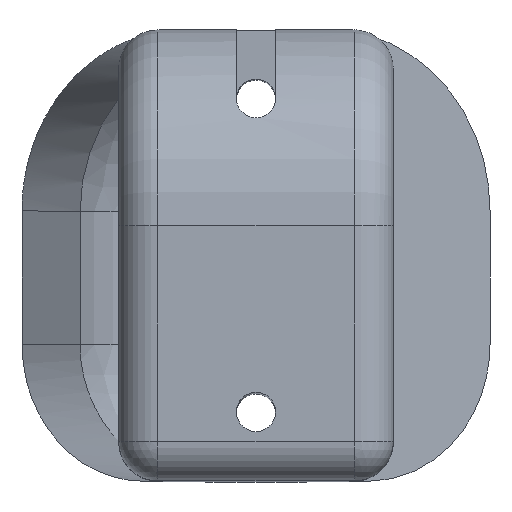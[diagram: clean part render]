
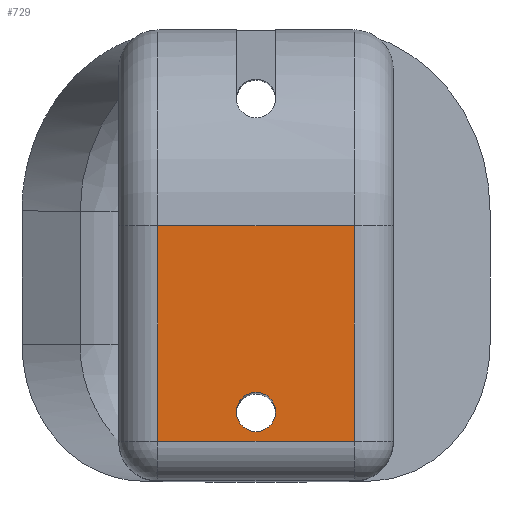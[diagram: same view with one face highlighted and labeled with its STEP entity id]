
A CAD part, top view. The second image highlights one B-rep face of the part: STEP entity #729.
In plain terms, the highlighted planar face has unit normal (0, 0, 1).
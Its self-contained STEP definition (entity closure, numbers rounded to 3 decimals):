
#14 = FACE_OUTER_BOUND ( 'NONE', #1047, .T. ) ;
#22 = DIRECTION ( 'NONE',  ( 0., 0., -1. ) ) ;
#35 = VECTOR ( 'NONE', #281, 1000. ) ;
#44 = ORIENTED_EDGE ( 'NONE', *, *, #140, .F. ) ;
#53 = CARTESIAN_POINT ( 'NONE',  ( 3.5, 6.5, 17.89 ) ) ;
#73 = ORIENTED_EDGE ( 'NONE', *, *, #629, .F. ) ;
#74 = EDGE_CURVE ( 'NONE', #1383, #843, #386, .T. ) ;
#131 = AXIS2_PLACEMENT_3D ( 'NONE', #1039, #22, #1013 ) ;
#140 = EDGE_CURVE ( 'NONE', #1455, #557, #1461, .T. ) ;
#186 = CARTESIAN_POINT ( 'NONE',  ( 0., 1.75, 17.89 ) ) ;
#251 = LINE ( 'NONE', #53, #979 ) ;
#256 = DIRECTION ( 'NONE',  ( -1., 0., 0. ) ) ;
#281 = DIRECTION ( 'NONE',  ( 0., 1., 0. ) ) ;
#293 = CIRCLE ( 'NONE', #533, 0.5 ) ;
#294 = DIRECTION ( 'NONE',  ( 1., 0., 0. ) ) ;
#307 = EDGE_CURVE ( 'NONE', #843, #1363, #251, .T. ) ;
#354 = PLANE ( 'NONE',  #131 ) ;
#357 = CARTESIAN_POINT ( 'NONE',  ( -0.5, 1.75, 17.89 ) ) ;
#381 = ORIENTED_EDGE ( 'NONE', *, *, #1172, .T. ) ;
#386 = LINE ( 'NONE', #534, #35 ) ;
#417 = CARTESIAN_POINT ( 'NONE',  ( -2.5, 6.5, 17.89 ) ) ;
#524 = CARTESIAN_POINT ( 'NONE',  ( -2.5, 11.5, 17.89 ) ) ;
#533 = AXIS2_PLACEMENT_3D ( 'NONE', #1111, #768, #1452 ) ;
#534 = CARTESIAN_POINT ( 'NONE',  ( 2.5, 11.5, 17.89 ) ) ;
#543 = CARTESIAN_POINT ( 'NONE',  ( 2.5, 1., 17.89 ) ) ;
#557 = VERTEX_POINT ( 'NONE', #1464 ) ;
#568 = LINE ( 'NONE', #1207, #1220 ) ;
#609 = EDGE_LOOP ( 'NONE', ( #73, #44 ) ) ;
#625 = DIRECTION ( 'NONE',  ( 0., -1., 0. ) ) ;
#629 = EDGE_CURVE ( 'NONE', #557, #1455, #293, .T. ) ;
#729 = ADVANCED_FACE ( 'NONE', ( #1351, #14 ), #354, .F. ) ;
#768 = DIRECTION ( 'NONE',  ( 0., 0., 1. ) ) ;
#792 = CARTESIAN_POINT ( 'NONE',  ( -2.5, 1., 17.89 ) ) ;
#810 = AXIS2_PLACEMENT_3D ( 'NONE', #186, #1436, #294 ) ;
#843 = VERTEX_POINT ( 'NONE', #1277 ) ;
#867 = DIRECTION ( 'NONE',  ( 1., 0., 0. ) ) ;
#947 = LINE ( 'NONE', #524, #1292 ) ;
#979 = VECTOR ( 'NONE', #256, 1000. ) ;
#984 = ORIENTED_EDGE ( 'NONE', *, *, #307, .T. ) ;
#1013 = DIRECTION ( 'NONE',  ( -1., 0., 0. ) ) ;
#1026 = EDGE_CURVE ( 'NONE', #1112, #1383, #568, .T. ) ;
#1039 = CARTESIAN_POINT ( 'NONE',  ( 3.5, 11.5, 17.89 ) ) ;
#1047 = EDGE_LOOP ( 'NONE', ( #1405, #1273, #984, #381 ) ) ;
#1111 = CARTESIAN_POINT ( 'NONE',  ( 0., 1.75, 17.89 ) ) ;
#1112 = VERTEX_POINT ( 'NONE', #792 ) ;
#1172 = EDGE_CURVE ( 'NONE', #1363, #1112, #947, .T. ) ;
#1207 = CARTESIAN_POINT ( 'NONE',  ( 3.5, 1., 17.89 ) ) ;
#1220 = VECTOR ( 'NONE', #867, 1000. ) ;
#1273 = ORIENTED_EDGE ( 'NONE', *, *, #74, .T. ) ;
#1277 = CARTESIAN_POINT ( 'NONE',  ( 2.5, 6.5, 17.89 ) ) ;
#1292 = VECTOR ( 'NONE', #625, 1000. ) ;
#1351 = FACE_BOUND ( 'NONE', #609, .T. ) ;
#1363 = VERTEX_POINT ( 'NONE', #417 ) ;
#1383 = VERTEX_POINT ( 'NONE', #543 ) ;
#1405 = ORIENTED_EDGE ( 'NONE', *, *, #1026, .T. ) ;
#1436 = DIRECTION ( 'NONE',  ( 0., 0., 1. ) ) ;
#1452 = DIRECTION ( 'NONE',  ( 1., 0., 0. ) ) ;
#1455 = VERTEX_POINT ( 'NONE', #357 ) ;
#1461 = CIRCLE ( 'NONE', #810, 0.5 ) ;
#1464 = CARTESIAN_POINT ( 'NONE',  ( 0.5, 1.75, 17.89 ) ) ;
